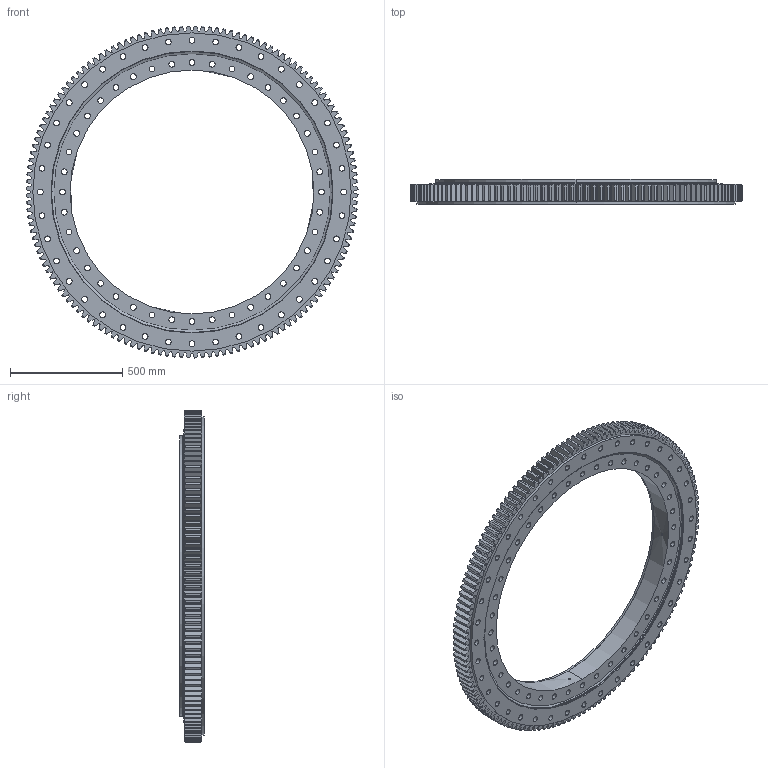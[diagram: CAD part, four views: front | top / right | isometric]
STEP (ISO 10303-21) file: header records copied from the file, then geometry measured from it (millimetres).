
FILE_DESCRIPTION (( 'STEP AP203' ), '1' );
FILE_NAME ('06-1250-21.STEP', '2017-12-27T08:30:44', ( 'defontaine' ), ( 'Hewlett-Packard Company' ), 'SwSTEP 2.0', 'SolidWorks 2016', '' );
FILE_SCHEMA (( 'CONFIG_CONTROL_DESIGN' ));
Length unit declared in the file: millimetre
Products named in the file (1): 06-1250-21
Bounding box: 1475.83 x 110 x 1475.83 mm (x, y, z)
Volume: 59114413 mm3; surface area: 4343811 mm2
Topology: 5 solids, 5 shells, 1124 faces, 3298 edges, 2187 vertices
Faces by surface type: cylinder 479, cone 312, plane 305, torus 28
Entity records: 39210 total; most frequent: CARTESIAN_POINT 8850, ORIENTED_EDGE 6596, DIRECTION 6239, EDGE_CURVE 3298, AXIS2_PLACEMENT_3D 2440, VERTEX_POINT 2187, VECTOR 1359, LINE 1359
